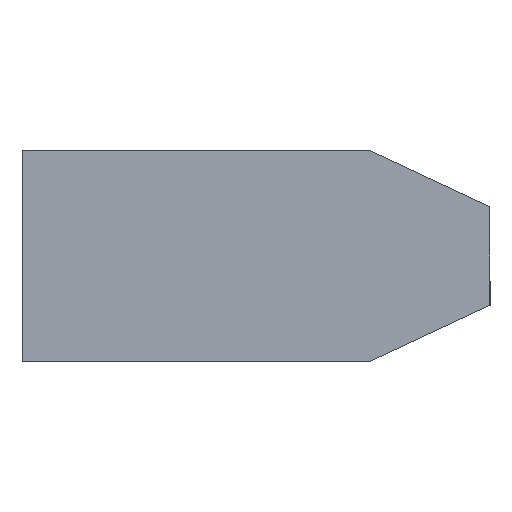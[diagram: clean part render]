
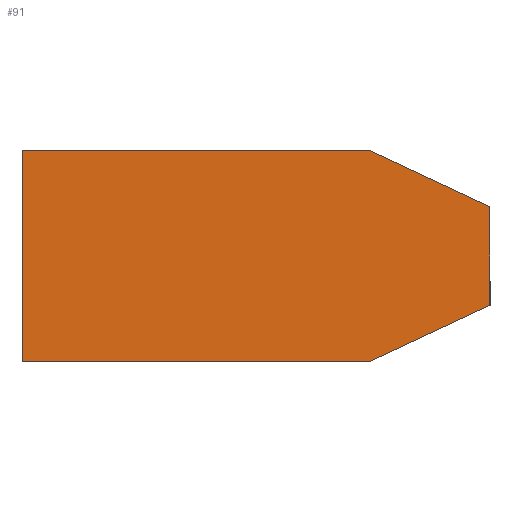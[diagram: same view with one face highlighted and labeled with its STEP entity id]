
A CAD part, left-side view. The second image highlights one B-rep face of the part: STEP entity #91.
In plain terms, the highlighted planar face has unit normal (-1, 0, 0).
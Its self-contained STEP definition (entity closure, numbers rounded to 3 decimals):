
#13 = ORIENTED_EDGE ( 'NONE', *, *, #559, .F. ) ;
#37 = DIRECTION ( 'NONE',  ( 0., 0., -1. ) ) ;
#42 = VERTEX_POINT ( 'NONE', #258 ) ;
#51 = EDGE_CURVE ( 'NONE', #42, #448, #267, .T. ) ;
#61 = CARTESIAN_POINT ( 'NONE',  ( -16.25, -33.245, 3.5 ) ) ;
#62 = CARTESIAN_POINT ( 'NONE',  ( -16.25, 2., -1.635 ) ) ;
#77 = ORIENTED_EDGE ( 'NONE', *, *, #284, .T. ) ;
#78 = CARTESIAN_POINT ( 'NONE',  ( -16.25, 2., -1.635 ) ) ;
#84 = DIRECTION ( 'NONE',  ( 0., 0., -1. ) ) ;
#89 = DIRECTION ( 'NONE',  ( 0., 1., 0. ) ) ;
#91 = ADVANCED_FACE ( 'NONE', ( #602 ), #260, .F. ) ;
#97 = VERTEX_POINT ( 'NONE', #62 ) ;
#116 = ORIENTED_EDGE ( 'NONE', *, *, #447, .T. ) ;
#120 = VECTOR ( 'NONE', #341, 1000. ) ;
#125 = VECTOR ( 'NONE', #37, 1000. ) ;
#131 = VECTOR ( 'NONE', #89, 1000. ) ;
#148 = LINE ( 'NONE', #487, #131 ) ;
#159 = DIRECTION ( 'NONE',  ( 1., 0., 0. ) ) ;
#161 = EDGE_LOOP ( 'NONE', ( #13, #77, #282, #453, #394, #116 ) ) ;
#190 = VECTOR ( 'NONE', #84, 1000. ) ;
#199 = VERTEX_POINT ( 'NONE', #613 ) ;
#214 = LINE ( 'NONE', #78, #120 ) ;
#258 = CARTESIAN_POINT ( 'NONE',  ( -16.25, 6., 3.5 ) ) ;
#260 = PLANE ( 'NONE',  #425 ) ;
#267 = LINE ( 'NONE', #312, #363 ) ;
#282 = ORIENTED_EDGE ( 'NONE', *, *, #51, .T. ) ;
#284 = EDGE_CURVE ( 'NONE', #407, #42, #357, .T. ) ;
#312 = CARTESIAN_POINT ( 'NONE',  ( -16.25, -33.245, 3.5 ) ) ;
#315 = EDGE_CURVE ( 'NONE', #199, #380, #148, .T. ) ;
#339 = CARTESIAN_POINT ( 'NONE',  ( -16.25, 2., 1.635 ) ) ;
#340 = DIRECTION ( 'NONE',  ( 0., 0., -1. ) ) ;
#341 = DIRECTION ( 'NONE',  ( 0., -0.906, 0.423 ) ) ;
#357 = LINE ( 'NONE', #339, #501 ) ;
#362 = LINE ( 'NONE', #616, #125 ) ;
#363 = VECTOR ( 'NONE', #551, 1000. ) ;
#374 = LINE ( 'NONE', #384, #190 ) ;
#380 = VERTEX_POINT ( 'NONE', #495 ) ;
#384 = CARTESIAN_POINT ( 'NONE',  ( -16.25, 2., 3.5 ) ) ;
#394 = ORIENTED_EDGE ( 'NONE', *, *, #315, .F. ) ;
#407 = VERTEX_POINT ( 'NONE', #450 ) ;
#425 = AXIS2_PLACEMENT_3D ( 'NONE', #61, #159, #340 ) ;
#447 = EDGE_CURVE ( 'NONE', #199, #97, #214, .T. ) ;
#448 = VERTEX_POINT ( 'NONE', #480 ) ;
#450 = CARTESIAN_POINT ( 'NONE',  ( -16.25, 2., 1.635 ) ) ;
#453 = ORIENTED_EDGE ( 'NONE', *, *, #455, .T. ) ;
#455 = EDGE_CURVE ( 'NONE', #448, #380, #362, .T. ) ;
#480 = CARTESIAN_POINT ( 'NONE',  ( -16.25, 17.5, 3.5 ) ) ;
#487 = CARTESIAN_POINT ( 'NONE',  ( -16.25, -33.245, -3.5 ) ) ;
#495 = CARTESIAN_POINT ( 'NONE',  ( -16.25, 17.5, -3.5 ) ) ;
#501 = VECTOR ( 'NONE', #574, 1000. ) ;
#551 = DIRECTION ( 'NONE',  ( 0., 1., 0. ) ) ;
#559 = EDGE_CURVE ( 'NONE', #407, #97, #374, .T. ) ;
#574 = DIRECTION ( 'NONE',  ( 0., 0.906, 0.423 ) ) ;
#602 = FACE_OUTER_BOUND ( 'NONE', #161, .T. ) ;
#613 = CARTESIAN_POINT ( 'NONE',  ( -16.25, 6., -3.5 ) ) ;
#616 = CARTESIAN_POINT ( 'NONE',  ( -16.25, 17.5, 3.5 ) ) ;
